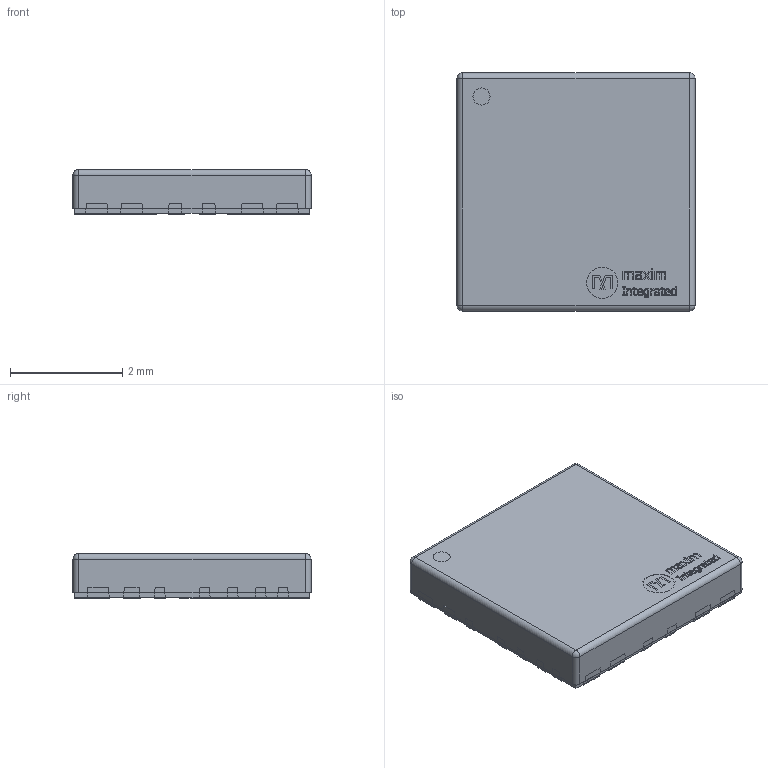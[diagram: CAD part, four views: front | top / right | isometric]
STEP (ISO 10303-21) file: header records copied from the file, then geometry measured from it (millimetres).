
FILE_DESCRIPTION(/* description */ (''),/* implementation_level */ '2;1');
FILE_NAME(/* name */ '1.stp',/* time_stamp */ '2020-02-01T07:33:05+02:00',/* author */ ('k'),/* organization */ (''),/* preprocessor_version */ 'ST-DEVELOPER v15.6',/* originating_system */ 'Autodesk Inventor 2015',/* authorisation */ '');
FILE_SCHEMA (('AUTOMOTIVE_DESIGN { 1 0 10303 214 3 1 1 }'));
Length unit declared in the file: millimetre
Products named in the file (5): 1; 2; Maxim Integrated Logo 1 - 1; Maxim Integrated Logo 1
Bounding box: 4.25 x 4.25 x 0.8 mm (x, y, z)
Surface area: 72.1 mm2
Topology: 39 solids, 39 shells, 565 faces, 1445 edges, 959 vertices
Faces by surface type: plane 397, bspline 127, cone 26, cylinder 10, sphere 4, torus 1
Full cylindrical faces by diameter (mm): 0.305 x1, 0.622 x1
Entity records: 17660 total; most frequent: CARTESIAN_POINT 4626, ORIENTED_EDGE 2884, DIRECTION 2155, EDGE_CURVE 1442, LINE 1115, VECTOR 1115, VERTEX_POINT 959, EDGE_LOOP 585
